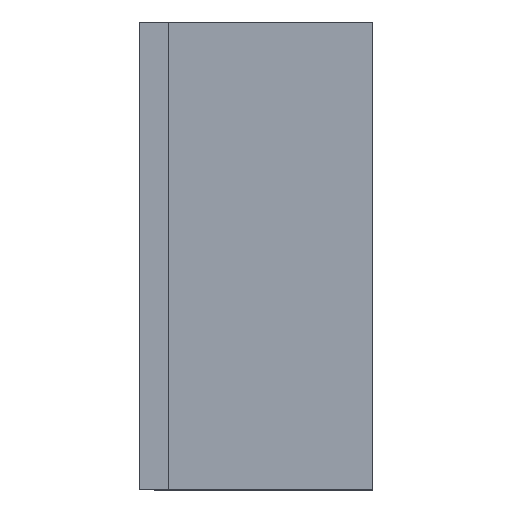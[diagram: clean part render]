
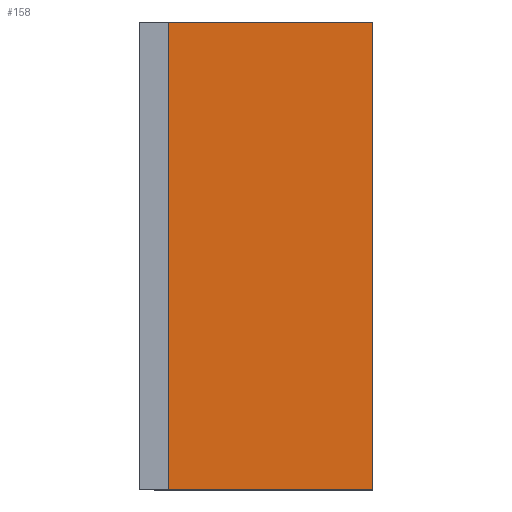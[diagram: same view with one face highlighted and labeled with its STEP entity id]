
A CAD part, top view. The second image highlights one B-rep face of the part: STEP entity #158.
In plain terms, the highlighted planar face has unit normal (0, 0, 1).
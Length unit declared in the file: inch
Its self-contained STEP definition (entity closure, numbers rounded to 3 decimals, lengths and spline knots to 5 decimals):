
#97=CARTESIAN_POINT('',(6.00802,12.18095,-0.8125));
#98=VERTEX_POINT('',#97);
#105=CARTESIAN_POINT('',(6.00802,6.18095,-0.8125));
#106=VERTEX_POINT('',#105);
#107=CARTESIAN_POINT('',(6.00802,6.18095,-0.8125));
#108=DIRECTION('',(0.,1.,0.));
#109=VECTOR('',#108,1.);
#110=LINE('',#107,#109);
#111=EDGE_CURVE('',#106,#98,#110,.T.);
#128=CARTESIAN_POINT('',(3.38302,12.18095,-0.8125));
#129=VERTEX_POINT('',#128);
#130=CARTESIAN_POINT('',(6.00802,12.18095,-0.8125));
#131=DIRECTION('',(-1.,0.,0.));
#132=VECTOR('',#131,1.);
#133=LINE('',#130,#132);
#134=EDGE_CURVE('',#98,#129,#133,.T.);
#135=ORIENTED_EDGE('',*,*,#134,.T.);
#136=CARTESIAN_POINT('',(3.38302,6.18095,-0.8125));
#137=VERTEX_POINT('',#136);
#138=CARTESIAN_POINT('',(3.38302,6.18095,-0.8125));
#139=DIRECTION('',(0.,1.,0.));
#140=VECTOR('',#139,1.);
#141=LINE('',#138,#140);
#142=EDGE_CURVE('',#137,#129,#141,.T.);
#143=ORIENTED_EDGE('',*,*,#142,.F.);
#144=CARTESIAN_POINT('',(6.00802,6.18095,-0.8125));
#145=DIRECTION('',(-1.,0.,0.));
#146=VECTOR('',#145,1.);
#147=LINE('',#144,#146);
#148=EDGE_CURVE('',#106,#137,#147,.T.);
#149=ORIENTED_EDGE('',*,*,#148,.F.);
#150=ORIENTED_EDGE('',*,*,#111,.T.);
#151=EDGE_LOOP('',(#135,#143,#149,#150));
#152=FACE_OUTER_BOUND('',#151,.T.);
#153=CARTESIAN_POINT('',(4.69552,6.18095,-0.8125));
#154=DIRECTION('',(0.,0.,1.));
#155=DIRECTION('',(1.,0.,0.));
#156=AXIS2_PLACEMENT_3D('',#153,#154,#155);
#157=PLANE('',#156);
#158=ADVANCED_FACE('',(#152),#157,.T.);
